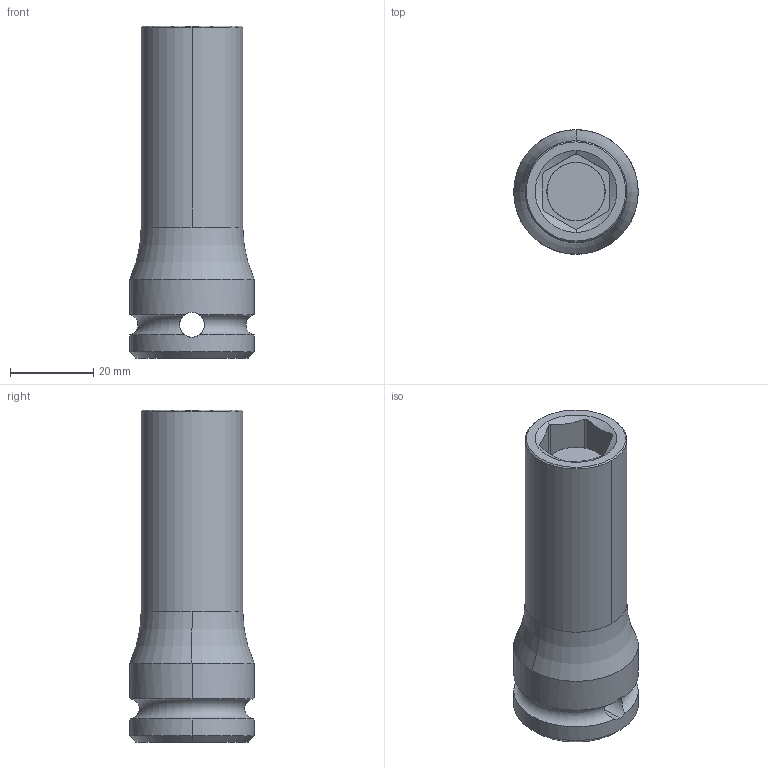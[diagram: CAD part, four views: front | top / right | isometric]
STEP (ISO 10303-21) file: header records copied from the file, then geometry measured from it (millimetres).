
FILE_DESCRIPTION((''),'2;1');
FILE_NAME('4027134016','2023-08-22T10:07:27',('A00565553'),(''),'CREO PARAMETRIC BY PTC INC, 2022414','CREO PARAMETRIC BY PTC INC, 2022414','');
FILE_SCHEMA(('CONFIG_CONTROL_DESIGN','GEOMETRIC_VALIDATION_PROPERTIES_MIM'));
Length unit declared in the file: millimetre
Products named in the file (1): 4027134016
Bounding box: 30 x 30 x 80 mm (x, y, z)
Volume: 31201.9 mm3; surface area: 12136.1 mm2
Topology: 2 solids, 2 shells, 63 faces, 163 edges, 104 vertices
Faces by surface type: cylinder 27, plane 22, cone 10, torus 4
Entity records: 2221 total; most frequent: CARTESIAN_POINT 560, ORIENTED_EDGE 326, DIRECTION 324, EDGE_CURVE 163, AXIS2_PLACEMENT_3D 131, VERTEX_POINT 104, EDGE_LOOP 69, CIRCLE 68
